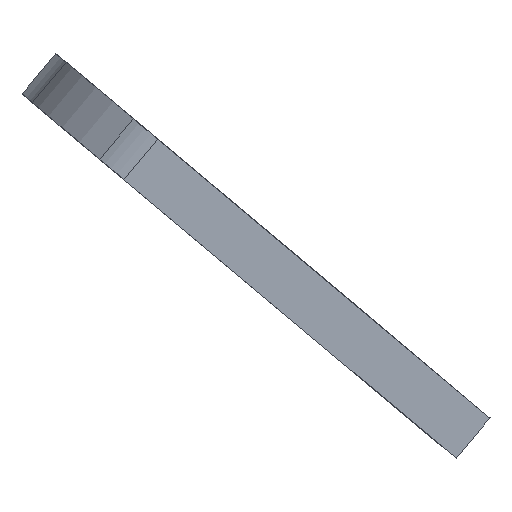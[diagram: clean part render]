
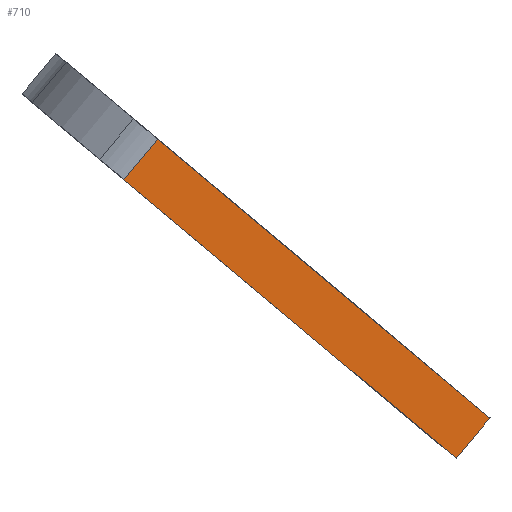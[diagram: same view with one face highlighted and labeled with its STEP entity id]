
A CAD part, left-side view. The second image highlights one B-rep face of the part: STEP entity #710.
In plain terms, the highlighted planar face has unit normal (-0.998, 0.045, 0.038).
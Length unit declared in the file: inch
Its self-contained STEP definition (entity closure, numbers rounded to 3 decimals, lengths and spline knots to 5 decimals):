
#89 = LINE ( 'NONE', #2026, #1428 ) ;
#147 = EDGE_CURVE ( 'NONE', #1507, #2080, #377, .T. ) ;
#203 = DIRECTION ( 'NONE',  ( -0.998, 0.045, 0.038 ) ) ;
#234 = CARTESIAN_POINT ( 'NONE',  ( -5.9375, 1.57868, -6.68831 ) ) ;
#281 = LINE ( 'NONE', #2059, #1154 ) ;
#377 = LINE ( 'NONE', #1036, #749 ) ;
#412 = DIRECTION ( 'NONE',  ( 0., 0.643, -0.766 ) ) ;
#414 = ORIENTED_EDGE ( 'NONE', *, *, #907, .T. ) ;
#525 = ORIENTED_EDGE ( 'NONE', *, *, #1192, .T. ) ;
#538 = DIRECTION ( 'NONE',  ( -0.058, -0.765, -0.642 ) ) ;
#573 = ORIENTED_EDGE ( 'NONE', *, *, #1189, .T. ) ;
#710 = ADVANCED_FACE ( 'NONE', ( #1153 ), #1945, .T. ) ;
#749 = VECTOR ( 'NONE', #412, 39.37008 ) ;
#907 = EDGE_CURVE ( 'NONE', #1736, #1260, #281, .T. ) ;
#1036 = CARTESIAN_POINT ( 'NONE',  ( -6.0625, -1.43276, -6.42225 ) ) ;
#1096 = ORIENTED_EDGE ( 'NONE', *, *, #147, .F. ) ;
#1153 = FACE_OUTER_BOUND ( 'NONE', #1619, .T. ) ;
#1154 = VECTOR ( 'NONE', #1753, 39.37008 ) ;
#1189 = EDGE_CURVE ( 'NONE', #1507, #1736, #2017, .T. ) ;
#1192 = EDGE_CURVE ( 'NONE', #1260, #2080, #89, .T. ) ;
#1197 = CARTESIAN_POINT ( 'NONE',  ( -6.0625, -0.0575, -8.06122 ) ) ;
#1260 = VERTEX_POINT ( 'NONE', #1715 ) ;
#1343 = CARTESIAN_POINT ( 'NONE',  ( -5.9375, 0.20341, -5.04933 ) ) ;
#1427 = AXIS2_PLACEMENT_3D ( 'NONE', #1343, #203, #1798 ) ;
#1428 = VECTOR ( 'NONE', #538, 39.37008 ) ;
#1507 = VERTEX_POINT ( 'NONE', #1197 ) ;
#1598 = CARTESIAN_POINT ( 'NONE',  ( -5.94217, 1.51756, -6.73959 ) ) ;
#1619 = EDGE_LOOP ( 'NONE', ( #573, #414, #525, #1096 ) ) ;
#1715 = CARTESIAN_POINT ( 'NONE',  ( -5.94217, 1.67826, -6.9311 ) ) ;
#1736 = VERTEX_POINT ( 'NONE', #1598 ) ;
#1748 = CARTESIAN_POINT ( 'NONE',  ( -6.0625, 0.1032, -8.25273 ) ) ;
#1753 = DIRECTION ( 'NONE',  ( 0., 0.643, -0.766 ) ) ;
#1797 = VECTOR ( 'NONE', #2040, 39.37008 ) ;
#1798 = DIRECTION ( 'NONE',  ( -0.045, -0.999, 0. ) ) ;
#1945 = PLANE ( 'NONE',  #1427 ) ;
#2017 = LINE ( 'NONE', #234, #1797 ) ;
#2026 = CARTESIAN_POINT ( 'NONE',  ( -6.0625, 0.1032, -8.25273 ) ) ;
#2040 = DIRECTION ( 'NONE',  ( 0.058, 0.765, 0.642 ) ) ;
#2059 = CARTESIAN_POINT ( 'NONE',  ( -5.94217, 0.1423, -5.10061 ) ) ;
#2080 = VERTEX_POINT ( 'NONE', #1748 ) ;
